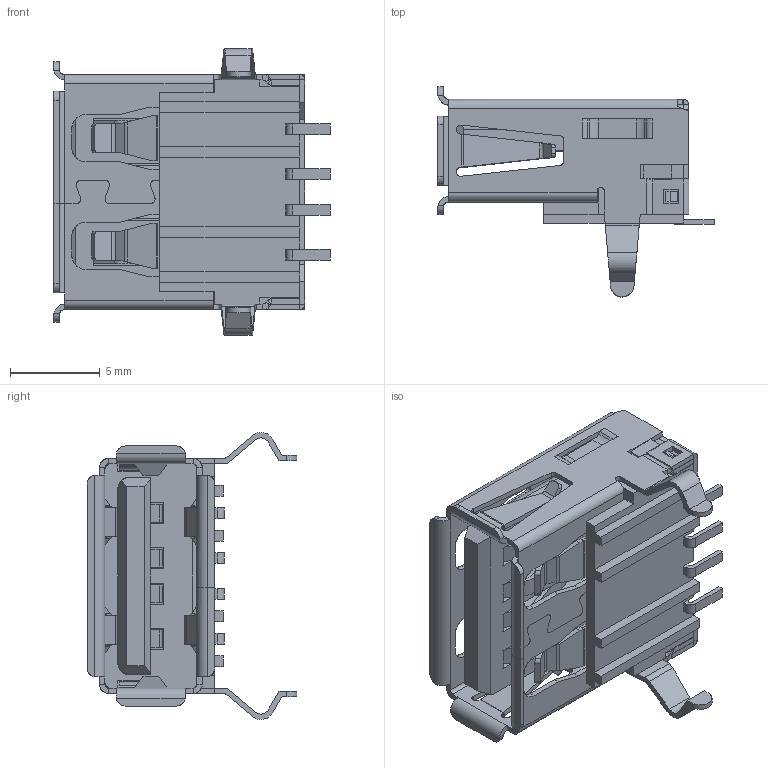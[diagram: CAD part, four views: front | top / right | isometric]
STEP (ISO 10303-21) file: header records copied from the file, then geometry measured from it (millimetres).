
FILE_DESCRIPTION(('CATIA V5 STEP Exchange','CAx-IF Rec.Pracs.--- Model Styling and Organization---1.4--- 2014-01-23'),'2;1');
FILE_NAME ('384557-2_0_2563720000_2563720000.stp','2018-12-18T12:27:27+00:00',('none'),('Weidmueller'),'CATIA Version 5-6 Release 2016 SP3 HF44','CATIA V5 STEP AP214','none');
FILE_SCHEMA(('AUTOMOTIVE_DESIGN { 1 0 10303 214 1 1 1 1 }'));
Products named in the file (1): USB-A1M07F-XX4X
Bounding box: 15.4 x 11.71 x 16 mm (x, y, z)
Surface area: 2104.3 mm2 (no closed solid volume)
Topology: 0 solids, 1027 shells, 1041 faces, 5402 edges, 5388 vertices
Faces by surface type: plane 810, cylinder 193, extrusion 16, bspline 14, revolution 8
Entity records: 59012 total; most frequent: CARTESIAN_POINT 17462, DIRECTION 6792, ORIENTED_EDGE 5416, EDGE_CURVE 5402, VERTEX_POINT 5388, VECTOR 4454, LINE 4438, AXIS2_PLACEMENT_3D 1328
